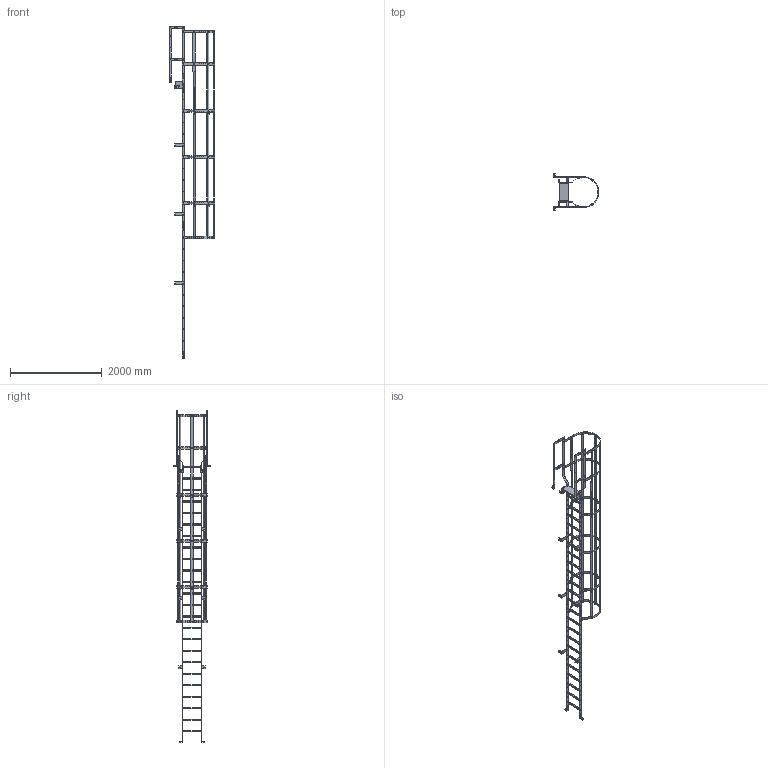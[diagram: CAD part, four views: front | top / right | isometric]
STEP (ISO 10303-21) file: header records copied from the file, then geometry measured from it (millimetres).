
FILE_DESCRIPTION(('Open CASCADE Model'),'2;1');
FILE_NAME('Open CASCADE Shape Model','2021-11-09T16:04:17',('Author'),( 'Open CASCADE'),'Open CASCADE STEP processor 7.3','Open CASCADE 7.3' ,'Unknown');
FILE_SCHEMA(('AUTOMOTIVE_DESIGN { 1 0 10303 214 1 1 1 1 }'));
Length unit declared in the file: millimetre
Products named in the file (1903): product-b4b9c41e-9d18-49a1-9a69-5a39106b3f65-body 1; product-b4b9c41e-9d18-49a1-9a69-5a39106b3f65-body 1.1; product-b4b9c41e-9d18-49a1-9a69-5a39106b3f65-body 1.1.1; product-b4b9c41e-9d18-49a1-9a69-5a39106b3f65-body 1.1.2; product-b4b9c41e-9d18-49a1-9a69-5a39106b3f65-body 1.1.3; product-b4b9c41e-9d18-49a1-9a69-5a39106b3f65-body 1.1.4; product-b4b9c41e-9d18-49a1-9a69-5a39106b3f65-body 1.1.5; product-b4b9c41e-9d18-49a1-9a69-5a39106b3f65-body 1.1.6; product-b4b9c41e-9d18-49a1-9a69-5a39106b3f65-body 1.1.7; product-b4b9c41e-9d18-49a1-9a69-5a39106b3f65-body 1.1.8; product-b4b9c41e-9d18-49a1-9a69-5a39106b3f65-body 1.1.9; product-b4b9c41e-9d18-49a1-9a69-5a39106b3f65-body 1.1.10; product-b4b9c41e-9d18-49a1-9a69-5a39106b3f65-body 1.1.11; product-b4b9c41e-9d18-49a1-9a69-5a39106b3f65-body 1.1.12; product-b4b9c41e-9d18-49a1-9a69-5a39106b3f65-body 1.1.13; product-b4b9c41e-9d18-49a1-9a69-5a39106b3f65-body 1.1.14; product-b4b9c41e-9d18-49a1-9a69-5a39106b3f65-body 1.1.15; product-b4b9c41e-9d18-49a1-9a69-5a39106b3f65-body 1.1.16; product-b4b9c41e-9d18-49a1-9a69-5a39106b3f65-body 1.1.17; product-b4b9c41e-9d18-49a1-9a69-5a39106b3f65-body 1.1.18; product-b4b9c41e-9d18-49a1-9a69-5a39106b3f65-body 1.1.19; product-b4b9c41e-9d18-49a1-9a69-5a39106b3f65-body 1.1.20; product-b4b9c41e-9d18-49a1-9a69-5a39106b3f65-body 1.1.21; product-b4b9c41e-9d18-49a1-9a69-5a39106b3f65-body 1.1.22; product-b4b9c41e-9d18-49a1-9a69-5a39106b3f65-body 1.1.23; product-b4b9c41e-9d18-49a1-9a69-5a39106b3f65-body 1.1.24; product-735f9a7b-3f0e-4c3c-ab43-1904b011204f-body 2; product-735f9a7b-3f0e-4c3c-ab43-1904b011204f-body 2.1; product-735f9a7b-3f0e-4c3c-ab43-1904b011204f-body 2.1.1; product-735f9a7b-3f0e-4c3c-ab43-1904b011204f-body 2.1.2; product-735f9a7b-3f0e-4c3c-ab43-1904b011204f-body 2.1.3; product-735f9a7b-3f0e-4c3c-ab43-1904b011204f-body 2.1.4; product-735f9a7b-3f0e-4c3c-ab43-1904b011204f-body 2.1.5; product-735f9a7b-3f0e-4c3c-ab43-1904b011204f-body 2.1.6; product-735f9a7b-3f0e-4c3c-ab43-1904b011204f-body 2.1.7; product-735f9a7b-3f0e-4c3c-ab43-1904b011204f-body 2.1.8; product-735f9a7b-3f0e-4c3c-ab43-1904b011204f-body 2.1.9; product-735f9a7b-3f0e-4c3c-ab43-1904b011204f-body 2.1.10; product-735f9a7b-3f0e-4c3c-ab43-1904b011204f-body 2.1.11; product-735f9a7b-3f0e-4c3c-ab43-1904b011204f-body 2.1.12 ...
Assembly tree (1827 placements, depth 4):
  product-b4b9c41e-9d18-49a1-9a69-5a39106b3f65-body 1
    product-b4b9c41e-9d18-49a1-9a69-5a39106b3f65-body 1.1
      product-b4b9c41e-9d18-49a1-9a69-5a39106b3f65-body 1.1.1
      product-b4b9c41e-9d18-49a1-9a69-5a39106b3f65-body 1.1.2
      product-b4b9c41e-9d18-49a1-9a69-5a39106b3f65-body 1.1.3
      product-b4b9c41e-9d18-49a1-9a69-5a39106b3f65-body 1.1.4
      product-b4b9c41e-9d18-49a1-9a69-5a39106b3f65-body 1.1.5
      product-b4b9c41e-9d18-49a1-9a69-5a39106b3f65-body 1.1.6
      product-b4b9c41e-9d18-49a1-9a69-5a39106b3f65-body 1.1.7
      product-b4b9c41e-9d18-49a1-9a69-5a39106b3f65-body 1.1.8
      product-b4b9c41e-9d18-49a1-9a69-5a39106b3f65-body 1.1.9
      product-b4b9c41e-9d18-49a1-9a69-5a39106b3f65-body 1.1.10
      product-b4b9c41e-9d18-49a1-9a69-5a39106b3f65-body 1.1.11
      product-b4b9c41e-9d18-49a1-9a69-5a39106b3f65-body 1.1.12
      product-b4b9c41e-9d18-49a1-9a69-5a39106b3f65-body 1.1.13
      product-b4b9c41e-9d18-49a1-9a69-5a39106b3f65-body 1.1.14
      product-b4b9c41e-9d18-49a1-9a69-5a39106b3f65-body 1.1.15
      product-b4b9c41e-9d18-49a1-9a69-5a39106b3f65-body 1.1.16
      product-b4b9c41e-9d18-49a1-9a69-5a39106b3f65-body 1.1.17
      product-b4b9c41e-9d18-49a1-9a69-5a39106b3f65-body 1.1.18
      product-b4b9c41e-9d18-49a1-9a69-5a39106b3f65-body 1.1.19
      product-b4b9c41e-9d18-49a1-9a69-5a39106b3f65-body 1.1.20
      product-b4b9c41e-9d18-49a1-9a69-5a39106b3f65-body 1.1.21
      product-b4b9c41e-9d18-49a1-9a69-5a39106b3f65-body 1.1.22
      product-b4b9c41e-9d18-49a1-9a69-5a39106b3f65-body 1.1.23
      product-b4b9c41e-9d18-49a1-9a69-5a39106b3f65-body 1.1.24
  product-735f9a7b-3f0e-4c3c-ab43-1904b011204f-body 2
    product-735f9a7b-3f0e-4c3c-ab43-1904b011204f-body 2.1
      product-735f9a7b-3f0e-4c3c-ab43-1904b011204f-body 2.1.1
      product-735f9a7b-3f0e-4c3c-ab43-1904b011204f-body 2.1.2
      product-735f9a7b-3f0e-4c3c-ab43-1904b011204f-body 2.1.3
      product-735f9a7b-3f0e-4c3c-ab43-1904b011204f-body 2.1.4
      product-735f9a7b-3f0e-4c3c-ab43-1904b011204f-body 2.1.5
      product-735f9a7b-3f0e-4c3c-ab43-1904b011204f-body 2.1.6
      product-735f9a7b-3f0e-4c3c-ab43-1904b011204f-body 2.1.7
      product-735f9a7b-3f0e-4c3c-ab43-1904b011204f-body 2.1.8
      product-735f9a7b-3f0e-4c3c-ab43-1904b011204f-body 2.1.9
      product-735f9a7b-3f0e-4c3c-ab43-1904b011204f-body 2.1.10
      product-735f9a7b-3f0e-4c3c-ab43-1904b011204f-body 2.1.11
      product-735f9a7b-3f0e-4c3c-ab43-1904b011204f-body 2.1.12
      product-735f9a7b-3f0e-4c3c-ab43-1904b011204f-body 2.1.13
      product-735f9a7b-3f0e-4c3c-ab43-1904b011204f-body 2.1.14
      product-735f9a7b-3f0e-4c3c-ab43-1904b011204f-body 2.1.15
      product-735f9a7b-3f0e-4c3c-ab43-1904b011204f-body 2.1.16
      product-735f9a7b-3f0e-4c3c-ab43-1904b011204f-body 2.1.17
      product-735f9a7b-3f0e-4c3c-ab43-1904b011204f-body 2.1.18
      product-735f9a7b-3f0e-4c3c-ab43-1904b011204f-body 2.1.19
      product-735f9a7b-3f0e-4c3c-ab43-1904b011204f-body 2.1.20
      product-735f9a7b-3f0e-4c3c-ab43-1904b011204f-body 2.1.21
      product-735f9a7b-3f0e-4c3c-ab43-1904b011204f-body 2.1.22
      product-735f9a7b-3f0e-4c3c-ab43-1904b011204f-body 2.1.23
      product-735f9a7b-3f0e-4c3c-ab43-1904b011204f-body 2.1.24
  product-e2486e5c-53b1-4f8a-bfd6-0bffd69a7eed-body 3
    product-e2486e5c-53b1-4f8a-bfd6-0bffd69a7eed-body 3.1
      product-e2486e5c-53b1-4f8a-bfd6-0bffd69a7eed-body 3.1.1
      product-e2486e5c-53b1-4f8a-bfd6-0bffd69a7eed-body 3.1.2
      product-e2486e5c-53b1-4f8a-bfd6-0bffd69a7eed-body 3.1.3
      product-e2486e5c-53b1-4f8a-bfd6-0bffd69a7eed-body 3.1.4
      product-e2486e5c-53b1-4f8a-bfd6-0bffd69a7eed-body 3.1.5
      product-e2486e5c-53b1-4f8a-bfd6-0bffd69a7eed-body 3.1.6
Bounding box: 998 x 796 x 7225 mm (x, y, z)
Volume: 11502930.3 mm3; surface area: 8304264.6 mm2
Topology: 58 solids, 1728 shells, 2272 faces, 11202 edges, 10716 vertices
Faces by surface type: plane 2116, cylinder 156
Full cylindrical faces by diameter (mm): 14 x120, 15 x6
Entity records: 233762 total; most frequent: CARTESIAN_POINT 40303, DIRECTION 31589, LINE 22614, VECTOR 22614, ORIENTED_EDGE 12660, PCURVE 12660, DEFINITIONAL_REPRESENTATION 12660, EDGE_CURVE 11202
